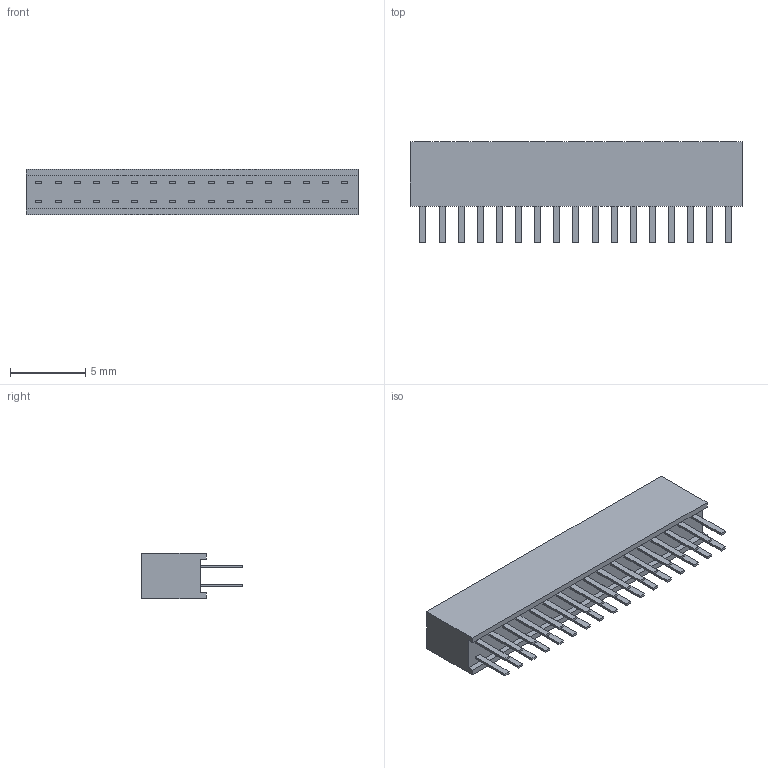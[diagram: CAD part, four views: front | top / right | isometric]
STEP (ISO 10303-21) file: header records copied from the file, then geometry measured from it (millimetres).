
FILE_DESCRIPTION((''),'2;1');
FILE_NAME('20021311-0034XXLFC','2009-07-28T',('msriniva'),('FCI - ELX Division'),'PRO/ENGINEER BY PARAMETRIC TECHNOLOGY CORPORATION, 2008010','PRO/ENGINEER BY PARAMETRIC TECHNOLOGY CORPORATION, 2008010','');
FILE_SCHEMA(('CONFIG_CONTROL_DESIGN'));
Length unit declared in the file: millimetre
Products named in the file (1): 20021311-0034XXLFC
Bounding box: 22.05 x 6.7 x 3 mm (x, y, z)
Volume: 266.2 mm3; surface area: 477.8 mm2
Topology: 1 solids, 1 shells, 350 faces, 840 edges, 560 vertices
Faces by surface type: plane 350
Entity records: 9982 total; most frequent: CARTESIAN_POINT 1750, ORIENTED_EDGE 1680, DIRECTION 1540, VECTOR 840, LINE 840, EDGE_CURVE 840, VERTEX_POINT 560, EDGE_LOOP 418
